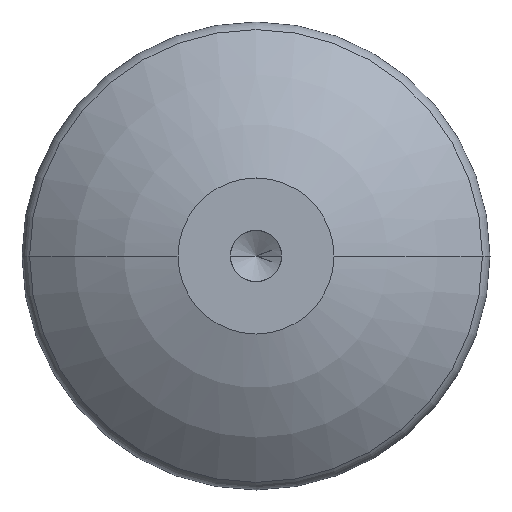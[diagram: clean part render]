
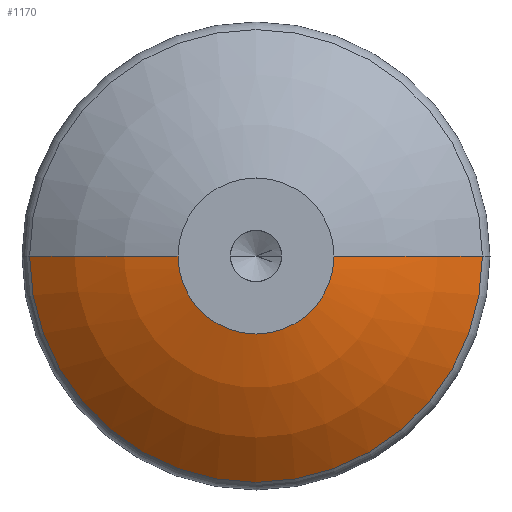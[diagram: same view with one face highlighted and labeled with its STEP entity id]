
A CAD part, front view. The second image highlights one B-rep face of the part: STEP entity #1170.
In plain terms, the highlighted spherical face has radius 21.521 mm.
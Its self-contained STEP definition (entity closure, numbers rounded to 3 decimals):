
#790=CARTESIAN_POINT('',(0.,37.132,0.));
#800=DIRECTION('',(0.,1.,0.));
#810=DIRECTION('',(1.,0.,0.));
#820=AXIS2_PLACEMENT_3D('',#790,#800,#810);
#830=SPHERICAL_SURFACE('',#820,21.521);
#840=CARTESIAN_POINT('',(0.,37.132,0.));
#850=DIRECTION('',(-0.,-0.,-1.));
#860=DIRECTION('',(1.,0.,0.));
#870=AXIS2_PLACEMENT_3D('',#840,#850,#860);
#880=CIRCLE('',#870,21.521);
#890=CARTESIAN_POINT('',(14.511,21.24,0.));
#900=VERTEX_POINT('',#890);
#910=CARTESIAN_POINT('',(5.,16.2,0.));
#920=VERTEX_POINT('',#910);
#930=EDGE_CURVE('',#900,#920,#880,.T.);
#940=ORIENTED_EDGE('',*,*,#930,.T.);
#950=CARTESIAN_POINT('',(0.,21.24,0.));
#960=DIRECTION('',(-0.,1.,-0.));
#970=DIRECTION('',(-1.,-0.,0.));
#980=AXIS2_PLACEMENT_3D('',#950,#960,#970);
#990=CIRCLE('',#980,14.511);
#1000=CARTESIAN_POINT('',(-14.511,21.24,0.));
#1010=VERTEX_POINT('',#1000);
#1020=EDGE_CURVE('',#900,#1010,#990,.T.);
#1030=ORIENTED_EDGE('',*,*,#1020,.F.);
#1040=CARTESIAN_POINT('',(-5.,16.2,0.));
#1050=VERTEX_POINT('',#1040);
#1060=EDGE_CURVE('',#1050,#1010,#880,.T.);
#1070=ORIENTED_EDGE('',*,*,#1060,.T.);
#1080=CARTESIAN_POINT('',(0.,16.2,0.));
#1090=DIRECTION('',(0.,1.,0.));
#1100=DIRECTION('',(-1.,0.,0.));
#1110=AXIS2_PLACEMENT_3D('',#1080,#1090,#1100);
#1120=CIRCLE('',#1110,5.);
#1130=EDGE_CURVE('',#920,#1050,#1120,.T.);
#1140=ORIENTED_EDGE('',*,*,#1130,.T.);
#1150=EDGE_LOOP('',(#1140,#1070,#1030,#940));
#1160=FACE_OUTER_BOUND('',#1150,.T.);
#1170=ADVANCED_FACE('',(#1160),#830,.T.);
